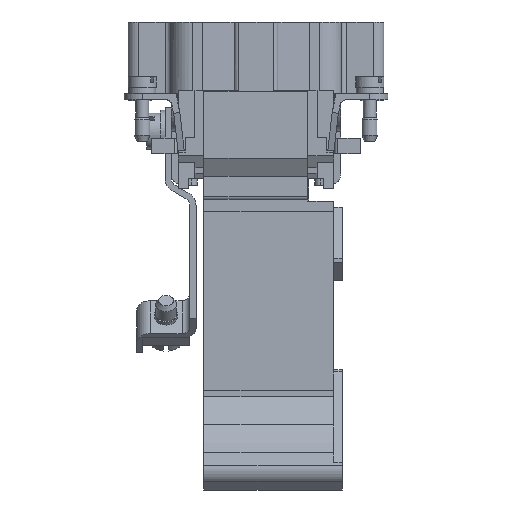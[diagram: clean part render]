
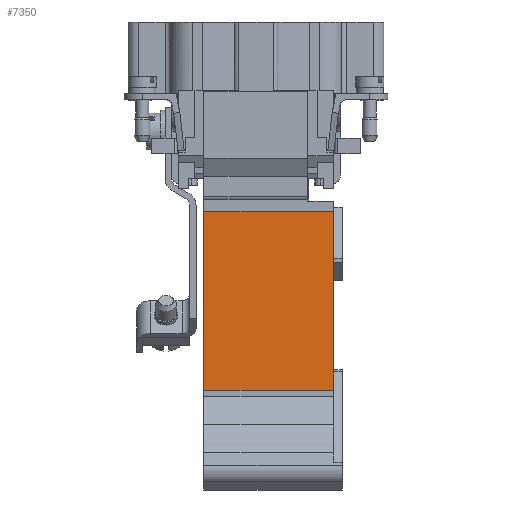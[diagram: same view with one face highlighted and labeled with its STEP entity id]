
A CAD part, front view. The second image highlights one B-rep face of the part: STEP entity #7350.
In plain terms, the highlighted planar face has unit normal (0, -1, 0).
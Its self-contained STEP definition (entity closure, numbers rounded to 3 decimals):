
#6239=FACE_OUTER_BOUND('',#9265,.T.);
#7350=ADVANCED_FACE('',(#6239),#8022,.T.);
#8022=PLANE('',#24932);
#9265=EDGE_LOOP('',(#13728,#13729,#13730,#13731));
#13728=ORIENTED_EDGE('',*,*,#18034,.T.);
#13729=ORIENTED_EDGE('',*,*,#17451,.T.);
#13730=ORIENTED_EDGE('',*,*,#17095,.F.);
#13731=ORIENTED_EDGE('',*,*,#17277,.T.);
#15073=VERTEX_POINT('',#33584);
#15074=VERTEX_POINT('',#33586);
#15213=VERTEX_POINT('',#34023);
#15319=VERTEX_POINT('',#34484);
#17095=EDGE_CURVE('',#15073,#15074,#20008,.T.);
#17277=EDGE_CURVE('',#15073,#15213,#20146,.T.);
#17451=EDGE_CURVE('',#15319,#15074,#20272,.T.);
#18034=EDGE_CURVE('',#15213,#15319,#20762,.T.);
#20008=LINE('',#33585,#21818);
#20146=LINE('',#34024,#21956);
#20272=LINE('',#34485,#22082);
#20762=LINE('',#35704,#22572);
#21818=VECTOR('',#27498,1.);
#21956=VECTOR('',#27774,1.);
#22082=VECTOR('',#28076,1.);
#22572=VECTOR('',#29166,1.);
#24932=AXIS2_PLACEMENT_3D('',#35705,#29167,#29168);
#27498=DIRECTION('',(0.,0.,1.));
#27774=DIRECTION('',(1.,0.,0.));
#28076=DIRECTION('',(-1.,0.,0.));
#29166=DIRECTION('',(0.,0.,1.));
#29167=DIRECTION('',(0.,-1.,0.));
#29168=DIRECTION('',(0.,0.,-1.));
#33584=CARTESIAN_POINT('',(-10.1,-16.9,-56.146));
#33585=CARTESIAN_POINT('',(-10.1,-16.9,-55.569));
#33586=CARTESIAN_POINT('',(-10.1,-16.9,-21.569));
#34023=CARTESIAN_POINT('',(15.,-16.9,-56.146));
#34024=CARTESIAN_POINT('',(15.1,-16.9,-56.146));
#34484=CARTESIAN_POINT('',(15.,-16.9,-21.569));
#34485=CARTESIAN_POINT('',(-3.4,-16.9,-21.569));
#35704=CARTESIAN_POINT('',(15.,-16.9,-18.334));
#35705=CARTESIAN_POINT('',(-3.4,-16.9,-22.069));
